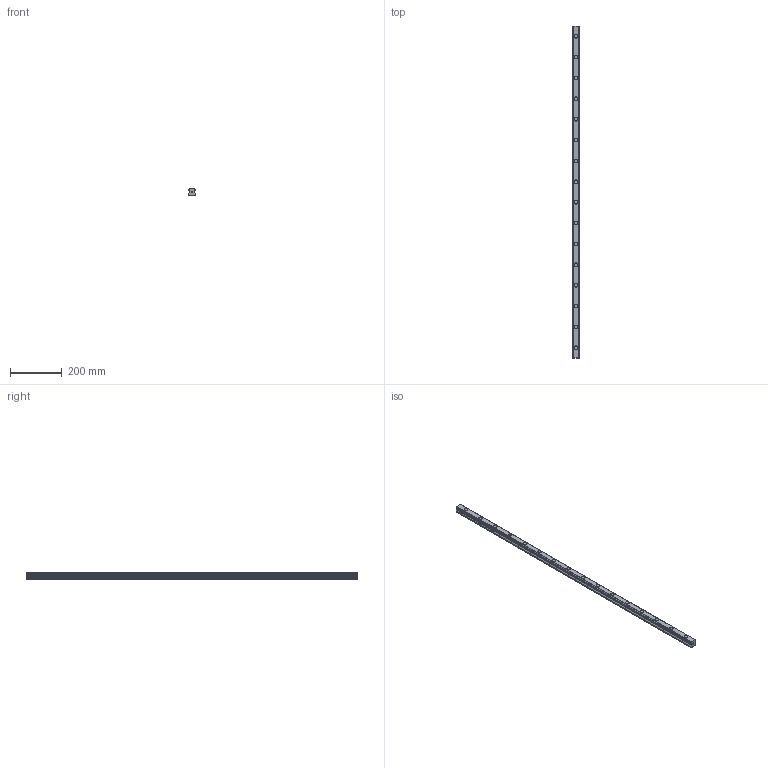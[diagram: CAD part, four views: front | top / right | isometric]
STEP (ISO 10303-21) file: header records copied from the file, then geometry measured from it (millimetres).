
FILE_DESCRIPTION(('STEP AP214'),'1');
FILE_NAME('cctmp_165CBF6F-5D8C-4AC9-9ED5-4911B7C96EE4_2020_6_24_14_47_47_335..stp','2020-06-24T12:47:47',('HIWIN GmbH'),('CADClick - www.CADClick.com'),'Spatial InterOp 3D',' ','unknown authorization');
FILE_SCHEMA(('AUTOMOTIVE_DESIGN'));
Length unit declared in the file: millimetre
Products named in the file (1): HGR30R1280H_FILE
Bounding box: 28 x 1280 x 26 mm (x, y, z)
Volume: 744732.1 mm3; surface area: 159300.6 mm2
Topology: 1 solids, 1 shells, 259 faces, 615 edges, 410 vertices
Faces by surface type: plane 141, cylinder 118
Entity records: 9641 total; most frequent: DIRECTION 1371, CARTESIAN_POINT 1285, ORIENTED_EDGE 1230, EDGE_CURVE 615, AXIS2_PLACEMENT_3D 496, VERTEX_POINT 410, LINE 379, VECTOR 379
